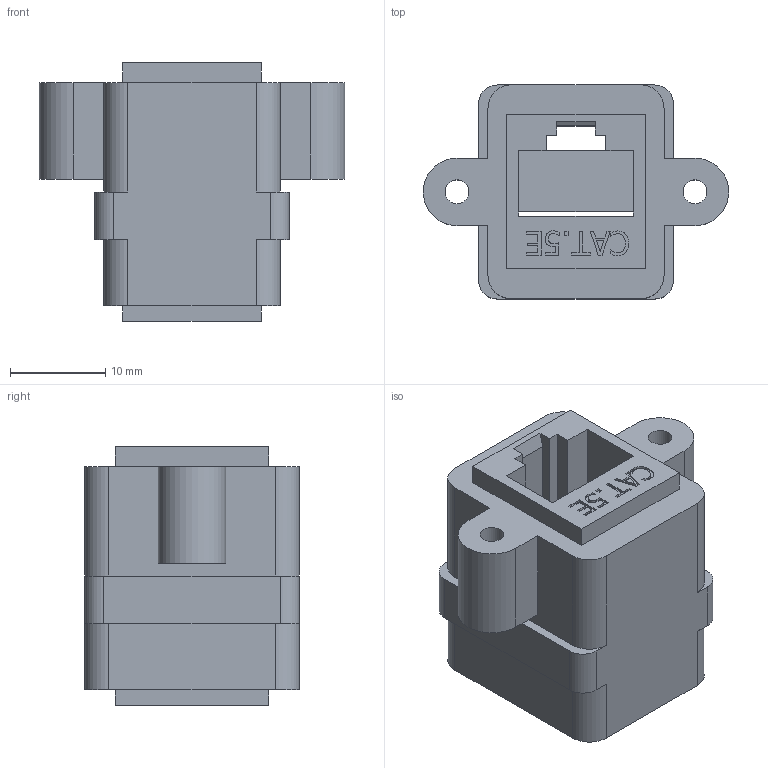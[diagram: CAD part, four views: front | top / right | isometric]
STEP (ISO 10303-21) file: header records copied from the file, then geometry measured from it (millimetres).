
FILE_DESCRIPTION(/* description */ (''),/* implementation_level */ '2;1');
FILE_NAME(/* name */ 'InLine 69990X UTP Patchkabelkupplung.stp',/* time_stamp */ '2019-09-07T18:04:40+02:00',/* author */ ('7800mbz'),/* organization */ (''),/* preprocessor_version */ 'ST-DEVELOPER v17',/* originating_system */ 'Autodesk Inventor 2019',/* authorisation */ '');
FILE_SCHEMA (('AUTOMOTIVE_DESIGN { 1 0 10303 214 3 1 1 }'));
Length unit declared in the file: millimetre
Products named in the file (1): InLine 69990X UTP Patchkabelkupplung
Bounding box: 32.1 x 22.5 x 27.2 mm (x, y, z)
Volume: 9455.4 mm3; surface area: 4655.5 mm2
Topology: 1 solids, 1 shells, 148 faces, 413 edges, 274 vertices
Faces by surface type: plane 103, bspline 29, cylinder 16
Full cylindrical faces by diameter (mm): 2.5 x2
Entity records: 4915 total; most frequent: CARTESIAN_POINT 1213, ORIENTED_EDGE 826, DIRECTION 627, EDGE_CURVE 413, LINE 323, VECTOR 323, VERTEX_POINT 274, EDGE_LOOP 163
